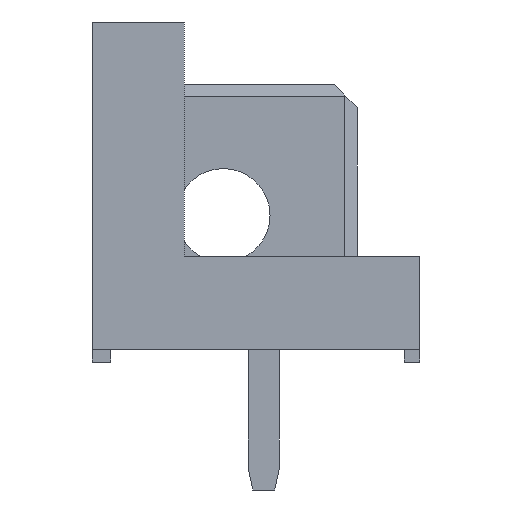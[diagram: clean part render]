
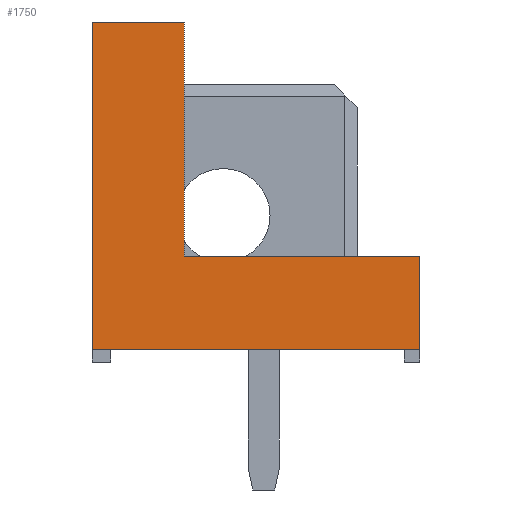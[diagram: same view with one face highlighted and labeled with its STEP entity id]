
A CAD part, left-side view. The second image highlights one B-rep face of the part: STEP entity #1750.
In plain terms, the highlighted planar face has unit normal (-1, 0, 0).
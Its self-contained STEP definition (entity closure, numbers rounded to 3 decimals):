
#1750 = ADVANCED_FACE( '', ( #3867 ), #3868, .F. );
#3867 = FACE_OUTER_BOUND( '', #6407, .T. );
#3868 = PLANE( '', #6408 );
#6407 = EDGE_LOOP( '', ( #10934, #10935, #10936, #10937, #10938, #10939 ) );
#6408 = AXIS2_PLACEMENT_3D( '', #10940, #10941, #10942 );
#10934 = ORIENTED_EDGE( '', *, *, #17605, .F. );
#10935 = ORIENTED_EDGE( '', *, *, #17606, .F. );
#10936 = ORIENTED_EDGE( '', *, *, #17146, .F. );
#10937 = ORIENTED_EDGE( '', *, *, #17066, .F. );
#10938 = ORIENTED_EDGE( '', *, *, #17607, .F. );
#10939 = ORIENTED_EDGE( '', *, *, #17608, .F. );
#10940 = CARTESIAN_POINT( '', ( -45., 0., 0. ) );
#10941 = DIRECTION( '', ( 1., 0., 0. ) );
#10942 = DIRECTION( '', ( 0., 0., -1. ) );
#17066 = EDGE_CURVE( '', #21075, #21077, #21078, .T. );
#17146 = EDGE_CURVE( '', #21077, #21199, #21200, .T. );
#17605 = EDGE_CURVE( '', #21874, #21875, #21876, .T. );
#17606 = EDGE_CURVE( '', #21199, #21874, #21877, .T. );
#17607 = EDGE_CURVE( '', #21878, #21075, #21879, .T. );
#17608 = EDGE_CURVE( '', #21875, #21878, #21880, .T. );
#21075 = VERTEX_POINT( '', #26688 );
#21077 = VERTEX_POINT( '', #26691 );
#21078 = LINE( '', #26692, #26693 );
#21199 = VERTEX_POINT( '', #26874 );
#21200 = LINE( '', #26875, #26876 );
#21874 = VERTEX_POINT( '', #27896 );
#21875 = VERTEX_POINT( '', #27897 );
#21876 = LINE( '', #27898, #27899 );
#21877 = LINE( '', #27900, #27901 );
#21878 = VERTEX_POINT( '', #27902 );
#21879 = LINE( '', #27903, #27904 );
#21880 = LINE( '', #27905, #27906 );
#26688 = CARTESIAN_POINT( '', ( -45., 3.775, 3.75 ) );
#26691 = CARTESIAN_POINT( '', ( -45., 3.775, -3.75 ) );
#26692 = CARTESIAN_POINT( '', ( -45., 3.775, 3.75 ) );
#26693 = VECTOR( '', #31669, 1000. );
#26874 = CARTESIAN_POINT( '', ( -45., -3.775, -3.75 ) );
#26875 = CARTESIAN_POINT( '', ( -45., 3.775, -3.75 ) );
#26876 = VECTOR( '', #31730, 1000. );
#27896 = CARTESIAN_POINT( '', ( -45., -3.775, -6.75 ) );
#27897 = CARTESIAN_POINT( '', ( -45., 6.725, -6.75 ) );
#27898 = CARTESIAN_POINT( '', ( -45., 0., -6.75 ) );
#27899 = VECTOR( '', #32083, 1000. );
#27900 = CARTESIAN_POINT( '', ( -45., -3.775, -7.15 ) );
#27901 = VECTOR( '', #32084, 1000. );
#27902 = CARTESIAN_POINT( '', ( -45., 6.725, 3.75 ) );
#27903 = CARTESIAN_POINT( '', ( -45., 3.775, 3.75 ) );
#27904 = VECTOR( '', #32085, 1000. );
#27905 = CARTESIAN_POINT( '', ( -45., 6.725, 3.75 ) );
#27906 = VECTOR( '', #32086, 1000. );
#31669 = DIRECTION( '', ( 0., 0., -1. ) );
#31730 = DIRECTION( '', ( 0., -1., 0. ) );
#32083 = DIRECTION( '', ( 0., 1., 0. ) );
#32084 = DIRECTION( '', ( 0., 0., -1. ) );
#32085 = DIRECTION( '', ( 0., -1., 0. ) );
#32086 = DIRECTION( '', ( 0., 0., 1. ) );
